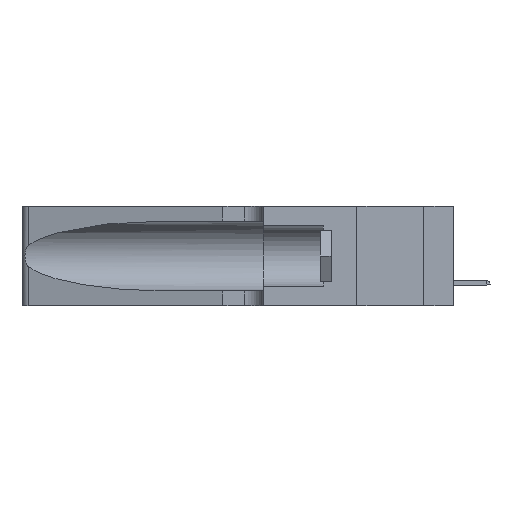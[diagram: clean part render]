
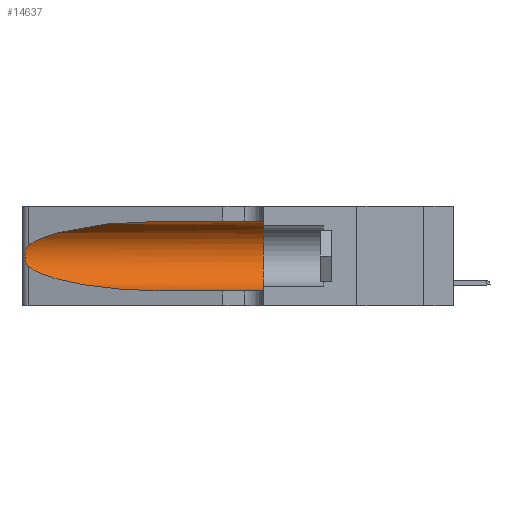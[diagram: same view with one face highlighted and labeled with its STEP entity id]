
A CAD part, left-side view. The second image highlights one B-rep face of the part: STEP entity #14637.
In plain terms, the highlighted cylindrical face has radius 3.308 mm (diameter 6.617 mm), a partial arc.
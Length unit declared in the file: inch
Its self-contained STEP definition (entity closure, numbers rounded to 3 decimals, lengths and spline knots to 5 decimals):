
#18 = CARTESIAN_POINT ( 'NONE',  ( 0.2373, 1.15595, 0.28018 ) ) ;
#247 = CARTESIAN_POINT ( 'NONE',  ( 0.1305, 0.72297, 0.31525 ) ) ;
#493 = EDGE_CURVE ( 'NONE', #3009, #11145, #19251, .T. ) ;
#577 = CARTESIAN_POINT ( 'NONE',  ( 0.25487, 1.22718, 0.14631 ) ) ;
#1131 = CARTESIAN_POINT ( 'NONE',  ( 0.1305, 1.61858, 0.05475 ) ) ;
#1417 = B_SPLINE_CURVE_WITH_KNOTS ( 'NONE', 3,
 ( #2620, #9585, #16542, #6362, #16649, #18743, #6131, #20462, #4165, #9942, #8336, #3202, #12269, #19297 ),
 .UNSPECIFIED., .F., .F.,
 ( 4, 2, 2, 2, 2, 2, 4 ),
 ( 0., 0.00027, 0.00053, 0.00107, 0.0016, 0.00187, 0.00214 ),
 .UNSPECIFIED. ) ;
#1512 = CARTESIAN_POINT ( 'NONE',  ( 0.1305, 0.35, 0.185 ) ) ;
#1681 = CARTESIAN_POINT ( 'NONE',  ( 0.1305, 1.61858, 0.185 ) ) ;
#1982 = CARTESIAN_POINT ( 'NONE',  ( 0.1305, 0.35, 0.05475 ) ) ;
#2620 = CARTESIAN_POINT ( 'NONE',  ( 0.25487, 1.22718, 0.22369 ) ) ;
#3009 = VERTEX_POINT ( 'NONE', #577 ) ;
#3202 = CARTESIAN_POINT ( 'NONE',  ( 0.25639, 1.23186, 0.15144 ) ) ;
#4165 = CARTESIAN_POINT ( 'NONE',  ( 0.26017, 1.23833, 0.17102 ) ) ;
#4423 = ORIENTED_EDGE ( 'NONE', *, *, #16799, .T. ) ;
#5172 = CARTESIAN_POINT ( 'NONE',  ( 0.1305, 0.72297, 0.05475 ) ) ;
#5386 = ORIENTED_EDGE ( 'NONE', *, *, #13957, .F. ) ;
#5514 = CARTESIAN_POINT ( 'NONE',  ( 0.1305, 0.72297, 0.05475 ) ) ;
#5674 = AXIS2_PLACEMENT_3D ( 'NONE', #1681, #12393, #6596 ) ;
#6131 = CARTESIAN_POINT ( 'NONE',  ( 0.26075, 1.23896, 0.19203 ) ) ;
#6362 = CARTESIAN_POINT ( 'NONE',  ( 0.25787, 1.23484, 0.2124 ) ) ;
#6399 = DIRECTION ( 'NONE',  ( 0., -1., 0. ) ) ;
#6596 = DIRECTION ( 'NONE',  ( 0., 0., -1. ) ) ;
#7370 = CARTESIAN_POINT ( 'NONE',  ( 0.2373, 1.15595, 0.08982 ) ) ;
#7683 = EDGE_CURVE ( 'NONE', #14384, #18821, #9985, .T. ) ;
#7754 = ORIENTED_EDGE ( 'NONE', *, *, #7683, .F. ) ;
#8336 = CARTESIAN_POINT ( 'NONE',  ( 0.25789, 1.23486, 0.15765 ) ) ;
#8384 = VECTOR ( 'NONE', #6399, 39.37008 ) ;
#8556 = FACE_OUTER_BOUND ( 'NONE', #9690, .T. ) ;
#8837 = CARTESIAN_POINT ( 'NONE',  ( 0.18966, 0.96281, 0.31525 ) ) ;
#9050 = CARTESIAN_POINT ( 'NONE',  ( 0.1305, 0.72297, 0.31525 ) ) ;
#9585 = CARTESIAN_POINT ( 'NONE',  ( 0.25555, 1.22994, 0.2215 ) ) ;
#9690 = EDGE_LOOP ( 'NONE', ( #14694, #18220, #16578, #4423, #7754, #5386 ) ) ;
#9733 = LINE ( 'NONE', #1131, #18886 ) ;
#9861 = LINE ( 'NONE', #20503, #8384 ) ;
#9942 = CARTESIAN_POINT ( 'NONE',  ( 0.25856, 1.23593, 0.16098 ) ) ;
#9985 = CIRCLE ( 'NONE', #11849, 0.13025 ) ;
#10550 = CYLINDRICAL_SURFACE ( 'NONE', #5674, 0.13025 ) ;
#11145 = VERTEX_POINT ( 'NONE', #5172 ) ;
#11849 = AXIS2_PLACEMENT_3D ( 'NONE', #1512, #17414, #22824 ) ;
#12269 = CARTESIAN_POINT ( 'NONE',  ( 0.25555, 1.22993, 0.14849 ) ) ;
#12393 = DIRECTION ( 'NONE',  ( 0., -1., 0. ) ) ;
#12604 = CARTESIAN_POINT ( 'NONE',  ( 0.25487, 1.22718, 0.14631 ) ) ;
#13245 = EDGE_CURVE ( 'NONE', #13975, #3009, #1417, .T. ) ;
#13957 = EDGE_CURVE ( 'NONE', #15007, #14384, #9861, .T. ) ;
#13975 = VERTEX_POINT ( 'NONE', #18670 ) ;
#14384 = VERTEX_POINT ( 'NONE', #21703 ) ;
#14637 = ADVANCED_FACE ( 'NONE', ( #8556 ), #10550, .F. ) ;
#14694 = ORIENTED_EDGE ( 'NONE', *, *, #22319, .T. ) ;
#15007 = VERTEX_POINT ( 'NONE', #9050 ) ;
#15795 = CARTESIAN_POINT ( 'NONE',  ( 0.25487, 1.22718, 0.22369 ) ) ;
#15884 =( BOUNDED_CURVE ( )  B_SPLINE_CURVE ( 3, ( #247, #8837, #18, #15795 ),
 .UNSPECIFIED., .F., .T. ) 
 B_SPLINE_CURVE_WITH_KNOTS ( ( 4, 4 ),
 ( 1.5708, 2.84003 ),
 .UNSPECIFIED. ) 
 CURVE ( )  GEOMETRIC_REPRESENTATION_ITEM ( )  RATIONAL_B_SPLINE_CURVE ( ( 1., 0.87, 0.87, 1. ) ) 
 REPRESENTATION_ITEM ( '' )  );
#16542 = CARTESIAN_POINT ( 'NONE',  ( 0.25639, 1.23184, 0.21858 ) ) ;
#16578 = ORIENTED_EDGE ( 'NONE', *, *, #493, .T. ) ;
#16649 = CARTESIAN_POINT ( 'NONE',  ( 0.25854, 1.2359, 0.20912 ) ) ;
#16799 = EDGE_CURVE ( 'NONE', #11145, #18821, #9733, .T. ) ;
#17414 = DIRECTION ( 'NONE',  ( 0., 1., 0. ) ) ;
#18220 = ORIENTED_EDGE ( 'NONE', *, *, #13245, .T. ) ;
#18670 = CARTESIAN_POINT ( 'NONE',  ( 0.25487, 1.22718, 0.22369 ) ) ;
#18743 = CARTESIAN_POINT ( 'NONE',  ( 0.26018, 1.23835, 0.19895 ) ) ;
#18821 = VERTEX_POINT ( 'NONE', #1982 ) ;
#18886 = VECTOR ( 'NONE', #20358, 39.37008 ) ;
#19251 =( BOUNDED_CURVE ( )  B_SPLINE_CURVE ( 3, ( #12604, #7370, #19507, #5514 ),
 .UNSPECIFIED., .F., .T. ) 
 B_SPLINE_CURVE_WITH_KNOTS ( ( 4, 4 ),
 ( 3.44316, 4.71239 ),
 .UNSPECIFIED. ) 
 CURVE ( )  GEOMETRIC_REPRESENTATION_ITEM ( )  RATIONAL_B_SPLINE_CURVE ( ( 1., 0.87, 0.87, 1. ) ) 
 REPRESENTATION_ITEM ( '' )  );
#19297 = CARTESIAN_POINT ( 'NONE',  ( 0.25487, 1.22718, 0.14631 ) ) ;
#19507 = CARTESIAN_POINT ( 'NONE',  ( 0.18966, 0.96281, 0.05475 ) ) ;
#20358 = DIRECTION ( 'NONE',  ( 0., -1., 0. ) ) ;
#20462 = CARTESIAN_POINT ( 'NONE',  ( 0.26075, 1.23896, 0.178 ) ) ;
#20503 = CARTESIAN_POINT ( 'NONE',  ( 0.1305, 1.61858, 0.31525 ) ) ;
#21703 = CARTESIAN_POINT ( 'NONE',  ( 0.1305, 0.35, 0.31525 ) ) ;
#22319 = EDGE_CURVE ( 'NONE', #15007, #13975, #15884, .T. ) ;
#22824 = DIRECTION ( 'NONE',  ( 0., 0., 1. ) ) ;
